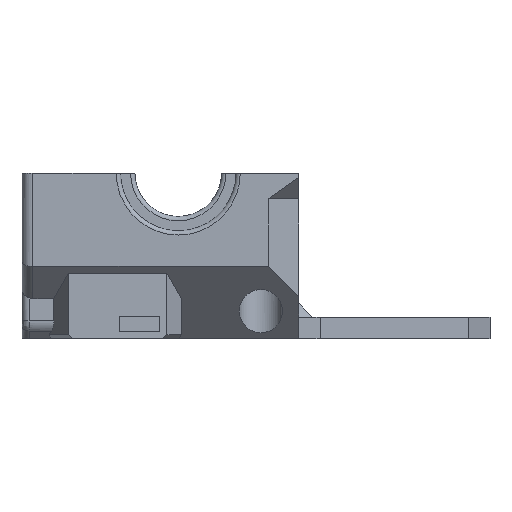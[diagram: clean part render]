
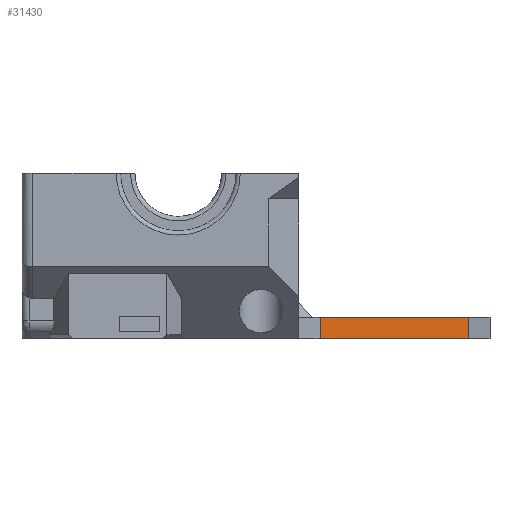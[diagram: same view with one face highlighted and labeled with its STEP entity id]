
A CAD part, top view. The second image highlights one B-rep face of the part: STEP entity #31430.
In plain terms, the highlighted planar face has unit normal (0.054, 0, 0.999).
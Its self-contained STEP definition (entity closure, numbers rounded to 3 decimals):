
#2380 = PLANE('',#2381);
#2381 = AXIS2_PLACEMENT_3D('',#2382,#2383,#2384);
#2382 = CARTESIAN_POINT('',(177.775,-35.,-43.15));
#2383 = DIRECTION('',(0.,1.,0.));
#2384 = DIRECTION('',(-1.,0.,0.));
#12205 = VERTEX_POINT('',#12206);
#12206 = CARTESIAN_POINT('',(220.725,-35.,-58.69));
#12220 = PLANE('',#12221);
#12221 = AXIS2_PLACEMENT_3D('',#12222,#12223,#12224);
#12222 = CARTESIAN_POINT('',(220.725,-35.,-58.69));
#12223 = DIRECTION('',(0.866,0.,0.5)
  );
#12224 = DIRECTION('',(0.5,0.,
    -0.866));
#12232 = EDGE_CURVE('',#12233,#12205,#12235,.T.);
#12233 = VERTEX_POINT('',#12234);
#12234 = CARTESIAN_POINT('',(200.021,-35.,-57.575));
#12235 = SURFACE_CURVE('',#12236,(#12240,#12247),.PCURVE_S1.);
#12236 = LINE('',#12237,#12238);
#12237 = CARTESIAN_POINT('',(197.025,-35.,-57.414));
#12238 = VECTOR('',#12239,1.);
#12239 = DIRECTION('',(0.999,0.,
    -0.054));
#12240 = PCURVE('',#2380,#12241);
#12241 = DEFINITIONAL_REPRESENTATION('',(#12242),#12246);
#12242 = LINE('',#12243,#12244);
#12243 = CARTESIAN_POINT('',(-19.25,-14.264));
#12244 = VECTOR('',#12245,1.);
#12245 = DIRECTION('',(-0.999,-0.054));
#12246 = ( GEOMETRIC_REPRESENTATION_CONTEXT(2) 
PARAMETRIC_REPRESENTATION_CONTEXT() REPRESENTATION_CONTEXT('2D SPACE',''
  ) );
#12247 = PCURVE('',#12248,#12253);
#12248 = PLANE('',#12249);
#12249 = AXIS2_PLACEMENT_3D('',#12250,#12251,#12252);
#12250 = CARTESIAN_POINT('',(197.025,-35.,-57.414));
#12251 = DIRECTION('',(0.054,0.,
    0.999));
#12252 = DIRECTION('',(0.999,0.,
    -0.054));
#12253 = DEFINITIONAL_REPRESENTATION('',(#12254),#12258);
#12254 = LINE('',#12255,#12256);
#12255 = CARTESIAN_POINT('',(0.,0.));
#12256 = VECTOR('',#12257,1.);
#12257 = DIRECTION('',(1.,0.));
#12258 = ( GEOMETRIC_REPRESENTATION_CONTEXT(2) 
PARAMETRIC_REPRESENTATION_CONTEXT() REPRESENTATION_CONTEXT('2D SPACE',''
  ) );
#12276 = PLANE('',#12277);
#12277 = AXIS2_PLACEMENT_3D('',#12278,#12279,#12280);
#12278 = CARTESIAN_POINT('',(198.523,-35.,-55.994));
#12279 = DIRECTION('',(0.726,0.,0.688)
  );
#12280 = DIRECTION('',(0.,1.,0.));
#19419 = PLANE('',#19420);
#19420 = AXIS2_PLACEMENT_3D('',#19421,#19422,#19423);
#19421 = CARTESIAN_POINT('',(210.35,-32.,-63.162));
#19422 = DIRECTION('',(0.,1.,0.));
#19423 = DIRECTION('',(-1.,0.,0.));
#19794 = VERTEX_POINT('',#19795);
#19795 = CARTESIAN_POINT('',(200.021,-32.,-57.575));
#19816 = EDGE_CURVE('',#19794,#19817,#19819,.T.);
#19817 = VERTEX_POINT('',#19818);
#19818 = CARTESIAN_POINT('',(220.725,-32.,-58.69));
#19819 = SURFACE_CURVE('',#19820,(#19824,#19831),.PCURVE_S1.);
#19820 = LINE('',#19821,#19822);
#19821 = CARTESIAN_POINT('',(197.025,-32.,-57.414));
#19822 = VECTOR('',#19823,1.);
#19823 = DIRECTION('',(0.999,0.,
    -0.054));
#19824 = PCURVE('',#19419,#19825);
#19825 = DEFINITIONAL_REPRESENTATION('',(#19826),#19830);
#19826 = LINE('',#19827,#19828);
#19827 = CARTESIAN_POINT('',(13.325,5.748));
#19828 = VECTOR('',#19829,1.);
#19829 = DIRECTION('',(-0.999,-0.054));
#19830 = ( GEOMETRIC_REPRESENTATION_CONTEXT(2) 
PARAMETRIC_REPRESENTATION_CONTEXT() REPRESENTATION_CONTEXT('2D SPACE',''
  ) );
#19831 = PCURVE('',#12248,#19832);
#19832 = DEFINITIONAL_REPRESENTATION('',(#19833),#19837);
#19833 = LINE('',#19834,#19835);
#19834 = CARTESIAN_POINT('',(0.,3.));
#19835 = VECTOR('',#19836,1.);
#19836 = DIRECTION('',(1.,0.));
#19837 = ( GEOMETRIC_REPRESENTATION_CONTEXT(2) 
PARAMETRIC_REPRESENTATION_CONTEXT() REPRESENTATION_CONTEXT('2D SPACE',''
  ) );
#31198 = EDGE_CURVE('',#12233,#19794,#31199,.T.);
#31199 = SURFACE_CURVE('',#31200,(#31204,#31211),.PCURVE_S1.);
#31200 = LINE('',#31201,#31202);
#31201 = CARTESIAN_POINT('',(200.021,-35.,-57.575));
#31202 = VECTOR('',#31203,1.);
#31203 = DIRECTION('',(0.,1.,0.));
#31204 = PCURVE('',#12276,#31205);
#31205 = DEFINITIONAL_REPRESENTATION('',(#31206),#31210);
#31206 = LINE('',#31207,#31208);
#31207 = CARTESIAN_POINT('',(0.,-2.178));
#31208 = VECTOR('',#31209,1.);
#31209 = DIRECTION('',(1.,0.));
#31210 = ( GEOMETRIC_REPRESENTATION_CONTEXT(2) 
PARAMETRIC_REPRESENTATION_CONTEXT() REPRESENTATION_CONTEXT('2D SPACE',''
  ) );
#31211 = PCURVE('',#12248,#31212);
#31212 = DEFINITIONAL_REPRESENTATION('',(#31213),#31217);
#31213 = LINE('',#31214,#31215);
#31214 = CARTESIAN_POINT('',(3.,0.));
#31215 = VECTOR('',#31216,1.);
#31216 = DIRECTION('',(0.,1.));
#31217 = ( GEOMETRIC_REPRESENTATION_CONTEXT(2) 
PARAMETRIC_REPRESENTATION_CONTEXT() REPRESENTATION_CONTEXT('2D SPACE',''
  ) );
#31410 = EDGE_CURVE('',#12205,#19817,#31411,.T.);
#31411 = SURFACE_CURVE('',#31412,(#31416,#31423),.PCURVE_S1.);
#31412 = LINE('',#31413,#31414);
#31413 = CARTESIAN_POINT('',(220.725,-35.,-58.69));
#31414 = VECTOR('',#31415,1.);
#31415 = DIRECTION('',(0.,1.,0.));
#31416 = PCURVE('',#12220,#31417);
#31417 = DEFINITIONAL_REPRESENTATION('',(#31418),#31422);
#31418 = LINE('',#31419,#31420);
#31419 = CARTESIAN_POINT('',(0.,0.));
#31420 = VECTOR('',#31421,1.);
#31421 = DIRECTION('',(0.,1.));
#31422 = ( GEOMETRIC_REPRESENTATION_CONTEXT(2) 
PARAMETRIC_REPRESENTATION_CONTEXT() REPRESENTATION_CONTEXT('2D SPACE',''
  ) );
#31423 = PCURVE('',#12248,#31424);
#31424 = DEFINITIONAL_REPRESENTATION('',(#31425),#31429);
#31425 = LINE('',#31426,#31427);
#31426 = CARTESIAN_POINT('',(23.734,0.));
#31427 = VECTOR('',#31428,1.);
#31428 = DIRECTION('',(0.,1.));
#31429 = ( GEOMETRIC_REPRESENTATION_CONTEXT(2) 
PARAMETRIC_REPRESENTATION_CONTEXT() REPRESENTATION_CONTEXT('2D SPACE',''
  ) );
#31430 = ADVANCED_FACE('',(#31431),#12248,.T.);
#31431 = FACE_BOUND('',#31432,.T.);
#31432 = EDGE_LOOP('',(#31433,#31434,#31435,#31436));
#31433 = ORIENTED_EDGE('',*,*,#31198,.F.);
#31434 = ORIENTED_EDGE('',*,*,#12232,.T.);
#31435 = ORIENTED_EDGE('',*,*,#31410,.T.);
#31436 = ORIENTED_EDGE('',*,*,#19816,.F.);
